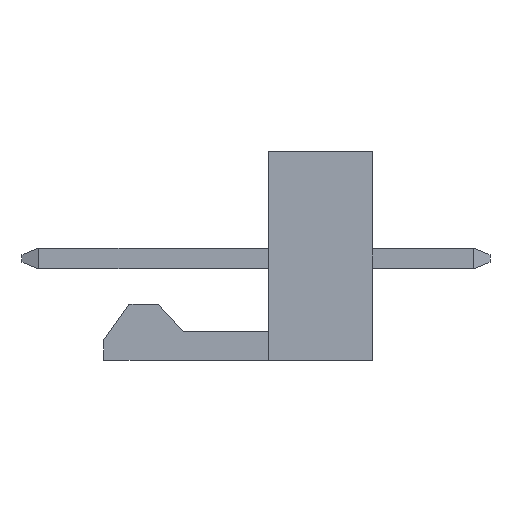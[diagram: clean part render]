
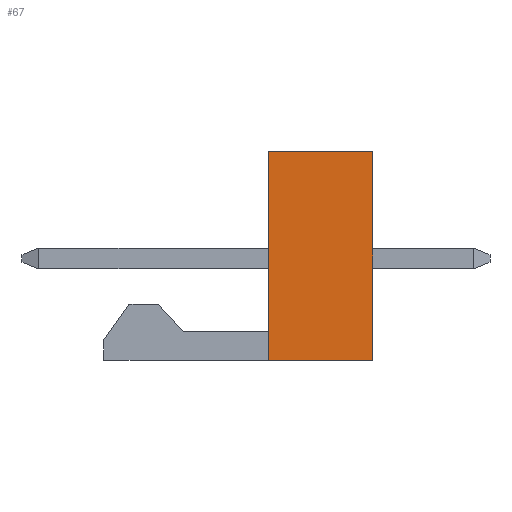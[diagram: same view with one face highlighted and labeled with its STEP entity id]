
A CAD part, left-side view. The second image highlights one B-rep face of the part: STEP entity #67.
In plain terms, the highlighted planar face has unit normal (-1, 0, 0).
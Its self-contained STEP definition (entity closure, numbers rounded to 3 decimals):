
#67=ADVANCED_FACE('',(#264),#265,.F.);
#264=FACE_OUTER_BOUND('',#656,.T.);
#265=PLANE('',#657);
#656=EDGE_LOOP('',(#1048,#1049,#1050,#1051));
#657=AXIS2_PLACEMENT_3D('',#1052,#1053,#1054);
#1048=ORIENTED_EDGE('',*,*,#2492,.F.);
#1049=ORIENTED_EDGE('',*,*,#2493,.F.);
#1050=ORIENTED_EDGE('',*,*,#2494,.F.);
#1051=ORIENTED_EDGE('',*,*,#2495,.F.);
#1052=CARTESIAN_POINT('',(-8.814,0.0,0.0));
#1053=DIRECTION('',(1.0,0.0,0.0));
#1054=DIRECTION('',(0.0,1.0,0.0));
#2492=EDGE_CURVE('',#2976,#2977,#2978,.T.);
#2493=EDGE_CURVE('',#2979,#2976,#2980,.T.);
#2494=EDGE_CURVE('',#2981,#2979,#2982,.T.);
#2495=EDGE_CURVE('',#2977,#2981,#2983,.T.);
#2976=VERTEX_POINT('',#3694);
#2977=VERTEX_POINT('',#3695);
#2978=LINE('',#3696,#3697);
#2979=VERTEX_POINT('',#3698);
#2980=LINE('',#3699,#3700);
#2981=VERTEX_POINT('',#3701);
#2982=LINE('',#3702,#3703);
#2983=LINE('',#3704,#3705);
#3694=CARTESIAN_POINT('',(-8.814,1.588,-3.099));
#3695=CARTESIAN_POINT('',(-8.814,1.588,3.251));
#3696=CARTESIAN_POINT('',(-8.814,1.588,-3.099));
#3697=VECTOR('',#4854,6.35);
#3698=CARTESIAN_POINT('',(-8.814,-1.588,-3.099));
#3699=CARTESIAN_POINT('',(-8.814,-1.588,-3.099));
#3700=VECTOR('',#4855,3.175);
#3701=CARTESIAN_POINT('',(-8.814,-1.588,3.251));
#3702=CARTESIAN_POINT('',(-8.814,-1.588,3.251));
#3703=VECTOR('',#4856,6.35);
#3704=CARTESIAN_POINT('',(-8.814,1.588,3.251));
#3705=VECTOR('',#4857,3.175);
#4854=DIRECTION('',(0.0,0.0,1.0));
#4855=DIRECTION('',(0.0,1.0,0.0));
#4856=DIRECTION('',(0.0,0.0,-1.0));
#4857=DIRECTION('',(0.0,-1.0,0.0));
